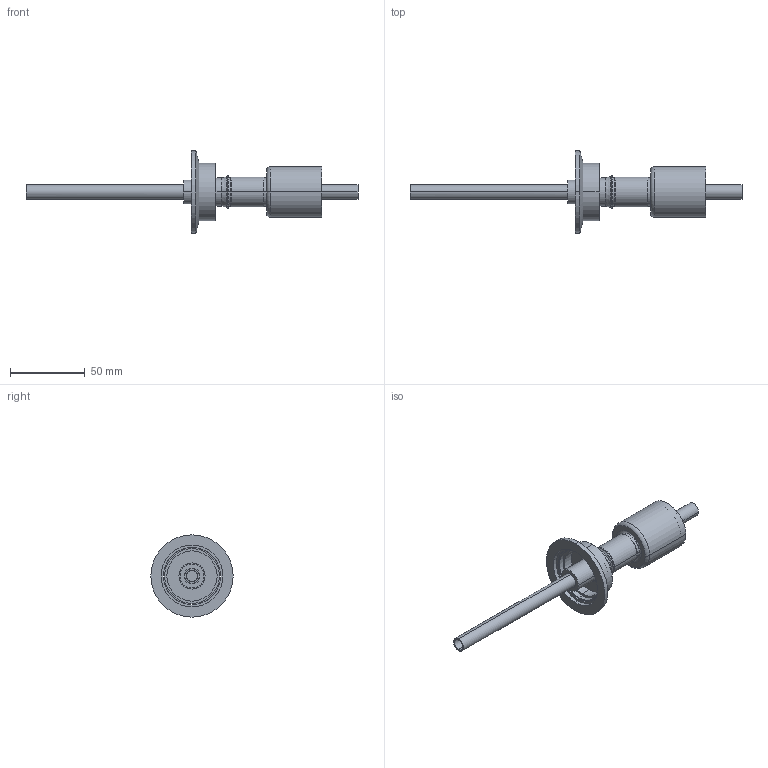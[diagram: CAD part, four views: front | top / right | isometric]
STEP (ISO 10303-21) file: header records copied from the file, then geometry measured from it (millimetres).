
FILE_DESCRIPTION (( 'STEP AP203' ), '1' );
FILE_NAME ('9513011.STEP', '2012-03-29T19:08:40', ( 'MIS' ), ( 'ISI INSULATORSEAL' ), 'SwSTEP 2.0', 'SolidWorks 2008', '' );
FILE_SCHEMA (( 'CONFIG_CONTROL_DESIGN' ));
Length unit declared in the file: inch
Products named in the file (15): 0180101A; 0180501D; 0782101E; 0180601B; 9513011; 0192334C; 0180001L_for1235601; 0180201B; 0180401F; 0782001D; 0180701C; 0181001B; 0180901A; 0180801A; 0180301F
Assembly tree (14 placements, depth 4):
  9513011
    0180001L_for1235601
      0782101E
        0181001B
        0180801A
        0180901A
      0180201B
      0782001D
        0180501D
        0180601B
        0180701C
      0180401F
      0180301F
      0180101A
    0192334C
Bounding box: 221.5 x 54.86 x 54.86 mm (x, y, z)
Volume: 25651.9 mm3; surface area: 46291.6 mm2
Topology: 10 solids, 12 shells, 192 faces, 420 edges, 264 vertices
Faces by surface type: cylinder 94, plane 52, cone 26, torus 20
Entity records: 7484 total; most frequent: CARTESIAN_POINT 1385, DIRECTION 1058, ORIENTED_EDGE 836, AXIS2_PLACEMENT_3D 453, EDGE_CURVE 420, VERTEX_POINT 264, EDGE_LOOP 246, CIRCLE 240
